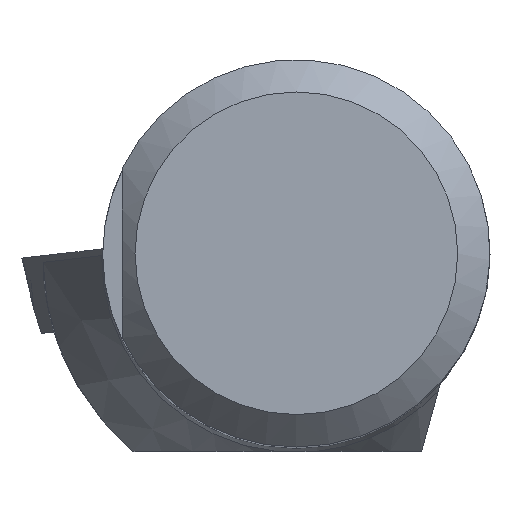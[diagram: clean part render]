
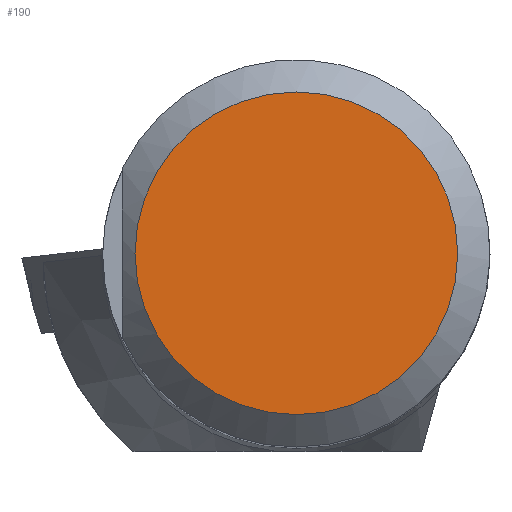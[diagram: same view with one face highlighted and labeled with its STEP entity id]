
A CAD part, top view. The second image highlights one B-rep face of the part: STEP entity #190.
In plain terms, the highlighted planar face has unit normal (0, 0, 1).
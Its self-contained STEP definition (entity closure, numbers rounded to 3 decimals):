
#163=PLANE('',#802);
#190=ADVANCED_FACE('',(#231),#163,.T.);
#231=FACE_OUTER_BOUND('',#265,.T.);
#265=EDGE_LOOP('',(#467));
#311=CIRCLE('',#795,5.);
#467=ORIENTED_EDGE('',*,*,#657,.F.);
#587=VERTEX_POINT('',#1185);
#657=EDGE_CURVE('',#587,#587,#311,.T.);
#795=AXIS2_PLACEMENT_3D('',#1184,#926,#927);
#802=AXIS2_PLACEMENT_3D('',#1204,#940,#941);
#926=DIRECTION('',(0.,0.,-1.));
#927=DIRECTION('',(0.,-1.,0.));
#940=DIRECTION('',(0.,0.,1.));
#941=DIRECTION('',(0.,1.,0.));
#1184=CARTESIAN_POINT('',(0.,0.,0.));
#1185=CARTESIAN_POINT('',(0.,-5.,0.));
#1204=CARTESIAN_POINT('',(5.,0.,0.));
